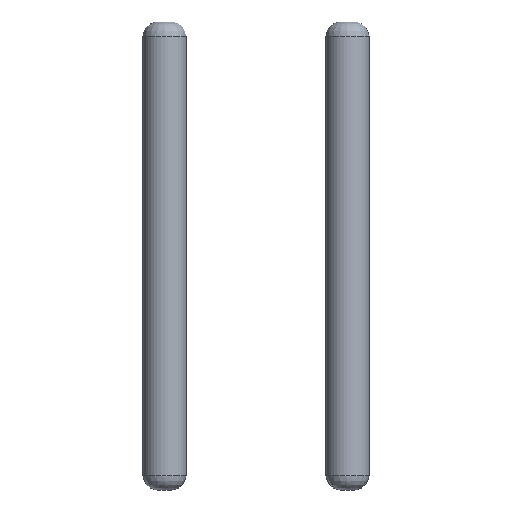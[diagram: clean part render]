
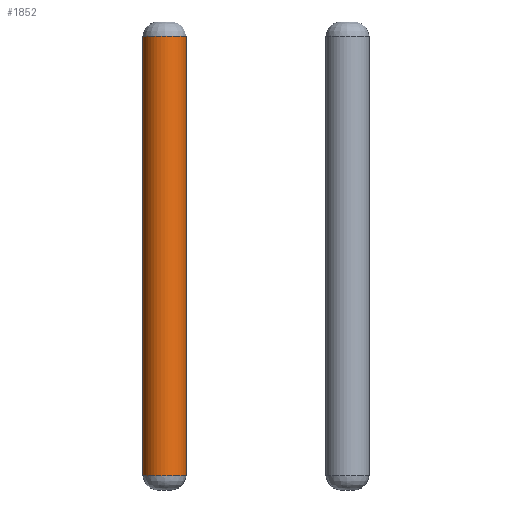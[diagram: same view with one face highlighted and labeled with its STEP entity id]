
A CAD part, left-side view. The second image highlights one B-rep face of the part: STEP entity #1852.
In plain terms, the highlighted cylindrical face has radius 0.3 mm (diameter 0.6 mm), a full revolution.
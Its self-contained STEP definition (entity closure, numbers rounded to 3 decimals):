
#1852 = ADVANCED_FACE('',(#1853),#1867,.T.);
#1853 = FACE_BOUND('',#1854,.T.);
#1854 = EDGE_LOOP('',(#1855,#1885,#1919,#1920));
#1855 = ORIENTED_EDGE('',*,*,#1856,.T.);
#1856 = EDGE_CURVE('',#1857,#1859,#1861,.T.);
#1857 = VERTEX_POINT('',#1858);
#1858 = CARTESIAN_POINT('',(10.46,0.,3.8));
#1859 = VERTEX_POINT('',#1860);
#1860 = CARTESIAN_POINT('',(10.46,0.,-2.3));
#1861 = SEAM_CURVE('',#1862,(#1866,#1878),.PCURVE_S1.);
#1862 = LINE('',#1863,#1864);
#1863 = CARTESIAN_POINT('',(10.46,0.,4.));
#1864 = VECTOR('',#1865,1.);
#1865 = DIRECTION('',(0.,0.,-1.));
#1866 = PCURVE('',#1867,#1872);
#1867 = CYLINDRICAL_SURFACE('',#1868,0.3);
#1868 = AXIS2_PLACEMENT_3D('',#1869,#1870,#1871);
#1869 = CARTESIAN_POINT('',(10.16,0.,4.));
#1870 = DIRECTION('',(0.,0.,1.));
#1871 = DIRECTION('',(1.,0.,0.));
#1872 = DEFINITIONAL_REPRESENTATION('',(#1873),#1877);
#1873 = LINE('',#1874,#1875);
#1874 = CARTESIAN_POINT('',(0.,0.));
#1875 = VECTOR('',#1876,1.);
#1876 = DIRECTION('',(0.,-1.));
#1877 = ( GEOMETRIC_REPRESENTATION_CONTEXT(2) 
PARAMETRIC_REPRESENTATION_CONTEXT() REPRESENTATION_CONTEXT('2D SPACE',''
  ) );
#1878 = PCURVE('',#1867,#1879);
#1879 = DEFINITIONAL_REPRESENTATION('',(#1880),#1884);
#1880 = LINE('',#1881,#1882);
#1881 = CARTESIAN_POINT('',(6.283,0.));
#1882 = VECTOR('',#1883,1.);
#1883 = DIRECTION('',(0.,-1.));
#1884 = ( GEOMETRIC_REPRESENTATION_CONTEXT(2) 
PARAMETRIC_REPRESENTATION_CONTEXT() REPRESENTATION_CONTEXT('2D SPACE',''
  ) );
#1885 = ORIENTED_EDGE('',*,*,#1886,.T.);
#1886 = EDGE_CURVE('',#1859,#1859,#1887,.T.);
#1887 = SURFACE_CURVE('',#1888,(#1893,#1900),.PCURVE_S1.);
#1888 = CIRCLE('',#1889,0.3);
#1889 = AXIS2_PLACEMENT_3D('',#1890,#1891,#1892);
#1890 = CARTESIAN_POINT('',(10.16,0.,-2.3));
#1891 = DIRECTION('',(0.,0.,1.));
#1892 = DIRECTION('',(1.,0.,0.));
#1893 = PCURVE('',#1867,#1894);
#1894 = DEFINITIONAL_REPRESENTATION('',(#1895),#1899);
#1895 = LINE('',#1896,#1897);
#1896 = CARTESIAN_POINT('',(0.,-6.3));
#1897 = VECTOR('',#1898,1.);
#1898 = DIRECTION('',(1.,0.));
#1899 = ( GEOMETRIC_REPRESENTATION_CONTEXT(2) 
PARAMETRIC_REPRESENTATION_CONTEXT() REPRESENTATION_CONTEXT('2D SPACE',''
  ) );
#1900 = PCURVE('',#1901,#1913);
#1901 = SURFACE_OF_REVOLUTION('',#1902,#1910);
#1902 = B_SPLINE_CURVE_WITH_KNOTS('',6,(#1903,#1904,#1905,#1906,#1907,
    #1908,#1909),.UNSPECIFIED.,.F.,.F.,(7,7),(0.,1.571),
  .PIECEWISE_BEZIER_KNOTS.);
#1903 = CARTESIAN_POINT('',(10.46,0.,-2.3));
#1904 = CARTESIAN_POINT('',(10.46,0.,-2.352));
#1905 = CARTESIAN_POINT('',(10.444,0.,-2.405));
#1906 = CARTESIAN_POINT('',(10.411,0.,-2.451));
#1907 = CARTESIAN_POINT('',(10.365,0.,-2.484));
#1908 = CARTESIAN_POINT('',(10.312,0.,-2.5));
#1909 = CARTESIAN_POINT('',(10.26,0.,-2.5));
#1910 = AXIS1_PLACEMENT('',#1911,#1912);
#1911 = CARTESIAN_POINT('',(10.16,0.,-2.3));
#1912 = DIRECTION('',(0.,0.,-1.));
#1913 = DEFINITIONAL_REPRESENTATION('',(#1914),#1918);
#1914 = LINE('',#1915,#1916);
#1915 = CARTESIAN_POINT('',(0.,0.));
#1916 = VECTOR('',#1917,1.);
#1917 = DIRECTION('',(-1.,0.));
#1918 = ( GEOMETRIC_REPRESENTATION_CONTEXT(2) 
PARAMETRIC_REPRESENTATION_CONTEXT() REPRESENTATION_CONTEXT('2D SPACE',''
  ) );
#1919 = ORIENTED_EDGE('',*,*,#1856,.F.);
#1920 = ORIENTED_EDGE('',*,*,#1921,.F.);
#1921 = EDGE_CURVE('',#1857,#1857,#1922,.T.);
#1922 = SURFACE_CURVE('',#1923,(#1928,#1935),.PCURVE_S1.);
#1923 = CIRCLE('',#1924,0.3);
#1924 = AXIS2_PLACEMENT_3D('',#1925,#1926,#1927);
#1925 = CARTESIAN_POINT('',(10.16,0.,3.8));
#1926 = DIRECTION('',(0.,0.,1.));
#1927 = DIRECTION('',(1.,0.,0.));
#1928 = PCURVE('',#1867,#1929);
#1929 = DEFINITIONAL_REPRESENTATION('',(#1930),#1934);
#1930 = LINE('',#1931,#1932);
#1931 = CARTESIAN_POINT('',(0.,-0.2));
#1932 = VECTOR('',#1933,1.);
#1933 = DIRECTION('',(1.,0.));
#1934 = ( GEOMETRIC_REPRESENTATION_CONTEXT(2) 
PARAMETRIC_REPRESENTATION_CONTEXT() REPRESENTATION_CONTEXT('2D SPACE',''
  ) );
#1935 = PCURVE('',#1936,#1948);
#1936 = SURFACE_OF_REVOLUTION('',#1937,#1945);
#1937 = B_SPLINE_CURVE_WITH_KNOTS('',6,(#1938,#1939,#1940,#1941,#1942,
    #1943,#1944),.UNSPECIFIED.,.F.,.F.,(7,7),(0.,1.571),
  .PIECEWISE_BEZIER_KNOTS.);
#1938 = CARTESIAN_POINT('',(10.46,0.,3.8));
#1939 = CARTESIAN_POINT('',(10.46,0.,3.852));
#1940 = CARTESIAN_POINT('',(10.444,0.,3.905));
#1941 = CARTESIAN_POINT('',(10.411,0.,3.951));
#1942 = CARTESIAN_POINT('',(10.365,0.,3.984));
#1943 = CARTESIAN_POINT('',(10.312,0.,4.));
#1944 = CARTESIAN_POINT('',(10.26,0.,4.));
#1945 = AXIS1_PLACEMENT('',#1946,#1947);
#1946 = CARTESIAN_POINT('',(10.16,0.,3.8));
#1947 = DIRECTION('',(0.,0.,1.));
#1948 = DEFINITIONAL_REPRESENTATION('',(#1949),#1953);
#1949 = LINE('',#1950,#1951);
#1950 = CARTESIAN_POINT('',(0.,0.));
#1951 = VECTOR('',#1952,1.);
#1952 = DIRECTION('',(1.,0.));
#1953 = ( GEOMETRIC_REPRESENTATION_CONTEXT(2) 
PARAMETRIC_REPRESENTATION_CONTEXT() REPRESENTATION_CONTEXT('2D SPACE',''
  ) );
